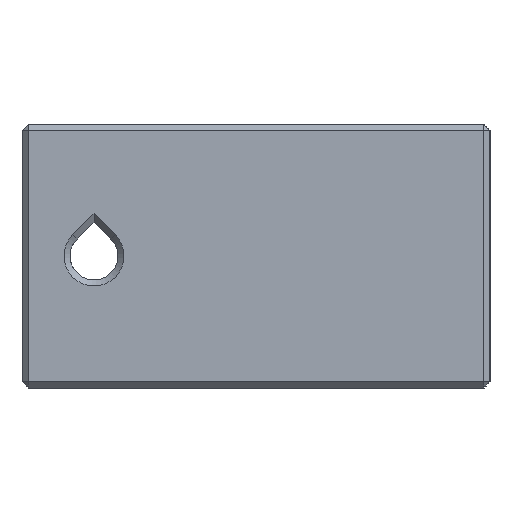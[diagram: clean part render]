
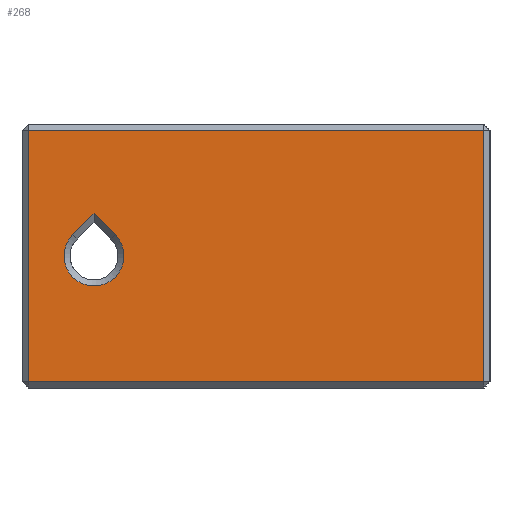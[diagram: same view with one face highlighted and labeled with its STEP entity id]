
A CAD part, left-side view. The second image highlights one B-rep face of the part: STEP entity #268.
In plain terms, the highlighted planar face has unit normal (-1, 0, 0).
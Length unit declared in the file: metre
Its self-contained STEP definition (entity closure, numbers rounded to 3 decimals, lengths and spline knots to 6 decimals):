
#268 = ADVANCED_FACE( '', ( #594, #595 ), #596, .T. );
#594 = FACE_BOUND( '', #976, .T. );
#595 = FACE_OUTER_BOUND( '', #977, .T. );
#596 = PLANE( '', #978 );
#976 = EDGE_LOOP( '', ( #1688, #1689, #1690 ) );
#977 = EDGE_LOOP( '', ( #1691, #1692, #1693, #1694 ) );
#978 = AXIS2_PLACEMENT_3D( '', #1695, #1696, #1697 );
#1688 = ORIENTED_EDGE( '', *, *, #2462, .T. );
#1689 = ORIENTED_EDGE( '', *, *, #2393, .T. );
#1690 = ORIENTED_EDGE( '', *, *, #2463, .T. );
#1691 = ORIENTED_EDGE( '', *, *, #2464, .T. );
#1692 = ORIENTED_EDGE( '', *, *, #2465, .T. );
#1693 = ORIENTED_EDGE( '', *, *, #2206, .T. );
#1694 = ORIENTED_EDGE( '', *, *, #2466, .T. );
#1695 = CARTESIAN_POINT( '', ( -0.0665, 0.0015, 0. ) );
#1696 = DIRECTION( '', ( -1., 0., 0. ) );
#1697 = DIRECTION( '', ( 0., -1., 0. ) );
#2206 = EDGE_CURVE( '', #2599, #2597, #2600, .T. );
#2393 = EDGE_CURVE( '', #2890, #2892, #2894, .T. );
#2462 = EDGE_CURVE( '', #2984, #2890, #2985, .T. );
#2463 = EDGE_CURVE( '', #2892, #2984, #2986, .F. );
#2464 = EDGE_CURVE( '', #2987, #2665, #2988, .T. );
#2465 = EDGE_CURVE( '', #2665, #2599, #2989, .T. );
#2466 = EDGE_CURVE( '', #2597, #2987, #2990, .T. );
#2597 = VERTEX_POINT( '', #3132 );
#2599 = VERTEX_POINT( '', #3135 );
#2600 = LINE( '', #3136, #3137 );
#2665 = VERTEX_POINT( '', #3225 );
#2890 = VERTEX_POINT( '', #3547 );
#2892 = VERTEX_POINT( '', #3550 );
#2894 = LINE( '', #3553, #3554 );
#2984 = VERTEX_POINT( '', #3686 );
#2985 = LINE( '', #3687, #3688 );
#2986 = CIRCLE( '', #3689, 0.0025 );
#2987 = VERTEX_POINT( '', #3690 );
#2988 = LINE( '', #3691, #3692 );
#2989 = LINE( '', #3693, #3694 );
#2990 = LINE( '', #3695, #3696 );
#3132 = CARTESIAN_POINT( '', ( -0.0665, -0.0175, 0.0105 ) );
#3135 = CARTESIAN_POINT( '', ( -0.0665, -0.0175, -0.0105 ) );
#3136 = CARTESIAN_POINT( '', ( -0.0665, -0.0175, 0. ) );
#3137 = VECTOR( '', #3899, 1. );
#3225 = CARTESIAN_POINT( '', ( -0.0665, 0.0205, -0.0105 ) );
#3547 = CARTESIAN_POINT( '', ( -0.0665, 0.015, 0.003536 ) );
#3550 = CARTESIAN_POINT( '', ( -0.0665, 0.013232, 0.001768 ) );
#3553 = CARTESIAN_POINT( '', ( -0.0665, 0.013232, 0.001768 ) );
#3554 = VECTOR( '', #4091, 1. );
#3686 = CARTESIAN_POINT( '', ( -0.0665, 0.016768, 0.001768 ) );
#3687 = CARTESIAN_POINT( '', ( -0.0665, 0.010018, 0.008518 ) );
#3688 = VECTOR( '', #4161, 1. );
#3689 = AXIS2_PLACEMENT_3D( '', #4162, #4163, #4164 );
#3690 = CARTESIAN_POINT( '', ( -0.0665, 0.0205, 0.0105 ) );
#3691 = CARTESIAN_POINT( '', ( -0.0665, 0.0205, 0. ) );
#3692 = VECTOR( '', #4165, 1. );
#3693 = CARTESIAN_POINT( '', ( -0.0665, -0.018, -0.0105 ) );
#3694 = VECTOR( '', #4166, 1. );
#3695 = CARTESIAN_POINT( '', ( -0.0665, 0.0015, 0.0105 ) );
#3696 = VECTOR( '', #4167, 1. );
#3899 = DIRECTION( '', ( 0., 0., 1. ) );
#4091 = DIRECTION( '', ( 0., -0.707, -0.707 ) );
#4161 = DIRECTION( '', ( 0., -0.707, 0.707 ) );
#4162 = CARTESIAN_POINT( '', ( -0.0665, 0.015, 0. ) );
#4163 = DIRECTION( '', ( -1., 0., 0. ) );
#4164 = DIRECTION( '', ( 0., 0., 1. ) );
#4165 = DIRECTION( '', ( 0., 0., -1. ) );
#4166 = DIRECTION( '', ( 0., -1., 0. ) );
#4167 = DIRECTION( '', ( 0., 1., 0. ) );
